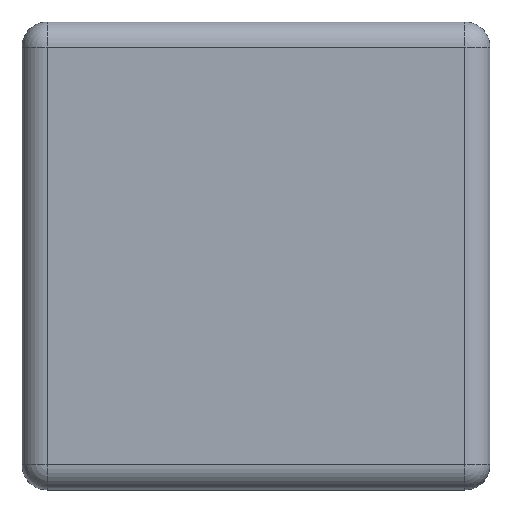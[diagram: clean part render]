
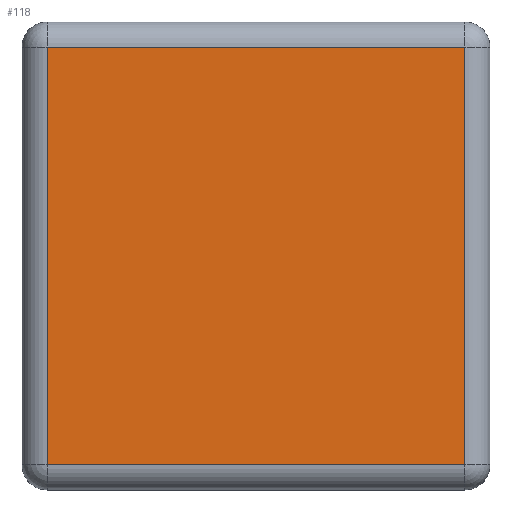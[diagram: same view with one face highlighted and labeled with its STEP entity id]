
A CAD part, top view. The second image highlights one B-rep face of the part: STEP entity #118.
In plain terms, the highlighted planar face has unit normal (0, 0, 1).
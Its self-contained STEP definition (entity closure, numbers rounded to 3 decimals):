
#118 = ADVANCED_FACE( '', ( #311 ), #312, .T. );
#311 = FACE_OUTER_BOUND( '', #584, .T. );
#312 = PLANE( '', #585 );
#584 = EDGE_LOOP( '', ( #883, #884, #885, #886 ) );
#585 = AXIS2_PLACEMENT_3D( '', #887, #888, #889 );
#883 = ORIENTED_EDGE( '', *, *, #1588, .T. );
#884 = ORIENTED_EDGE( '', *, *, #1589, .T. );
#885 = ORIENTED_EDGE( '', *, *, #1590, .T. );
#886 = ORIENTED_EDGE( '', *, *, #1591, .T. );
#887 = CARTESIAN_POINT( '', ( 0., 0., 16.5 ) );
#888 = DIRECTION( '', ( 0., 0., 1. ) );
#889 = DIRECTION( '', ( 1., 0., 0. ) );
#1588 = EDGE_CURVE( '', #1838, #1894, #1895, .T. );
#1589 = EDGE_CURVE( '', #1894, #1896, #1897, .T. );
#1590 = EDGE_CURVE( '', #1896, #1898, #1899, .T. );
#1591 = EDGE_CURVE( '', #1898, #1838, #1900, .T. );
#1838 = VERTEX_POINT( '', #2242 );
#1894 = VERTEX_POINT( '', #2321 );
#1895 = LINE( '', #2322, #2323 );
#1896 = VERTEX_POINT( '', #2324 );
#1897 = LINE( '', #2325, #2326 );
#1898 = VERTEX_POINT( '', #2327 );
#1899 = LINE( '', #2328, #2329 );
#1900 = LINE( '', #2330, #2331 );
#2242 = CARTESIAN_POINT( '', ( 12.5, 12.5, 16.5 ) );
#2321 = CARTESIAN_POINT( '', ( -12.5, 12.5, 16.5 ) );
#2322 = CARTESIAN_POINT( '', ( -14., 12.5, 16.5 ) );
#2323 = VECTOR( '', #2824, 1000. );
#2324 = CARTESIAN_POINT( '', ( -12.5, -12.5, 16.5 ) );
#2325 = CARTESIAN_POINT( '', ( -12.5, -14., 16.5 ) );
#2326 = VECTOR( '', #2825, 1000. );
#2327 = CARTESIAN_POINT( '', ( 12.5, -12.5, 16.5 ) );
#2328 = CARTESIAN_POINT( '', ( 14., -12.5, 16.5 ) );
#2329 = VECTOR( '', #2826, 1000. );
#2330 = CARTESIAN_POINT( '', ( 12.5, 14., 16.5 ) );
#2331 = VECTOR( '', #2827, 1000. );
#2824 = DIRECTION( '', ( -1., 0., 0. ) );
#2825 = DIRECTION( '', ( 0., -1., 0. ) );
#2826 = DIRECTION( '', ( 1., 0., 0. ) );
#2827 = DIRECTION( '', ( 0., 1., 0. ) );
